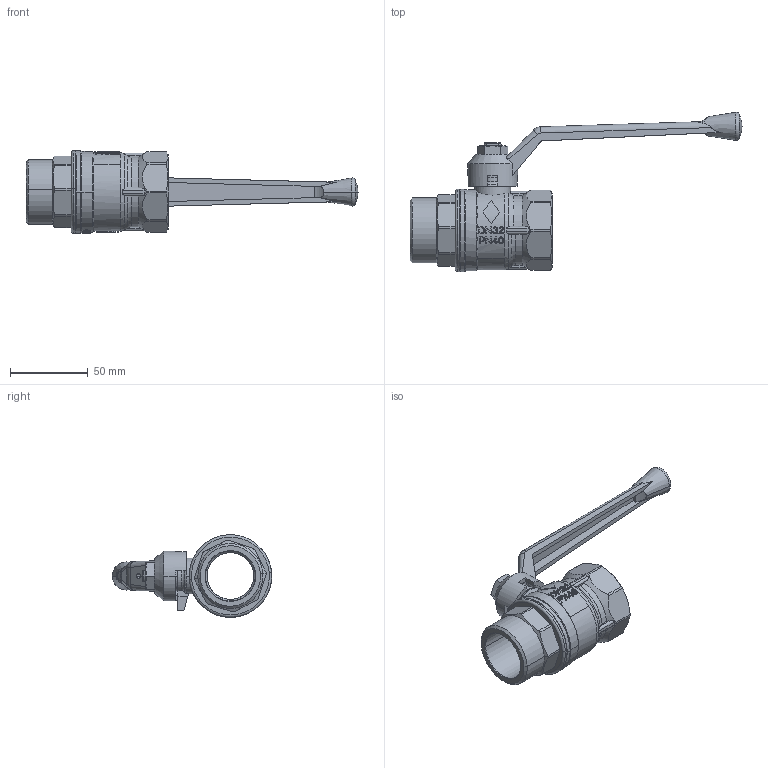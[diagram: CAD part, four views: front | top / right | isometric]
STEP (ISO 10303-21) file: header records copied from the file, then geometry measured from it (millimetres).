
FILE_DESCRIPTION(('Creo Elements/Direct Modeling STEP Export'),'2;1');
FILE_NAME('1501070000.stp','2021-05-18T15:19:12',(''),(''),'Creo Elements/Direct Modeling STEP processor for AP214 (Solid Model)','Creo Elements/Direct Modeling 20.1D 10-Oct-2020 (C) Parametric Technology GmbH','');
FILE_SCHEMA(('AUTOMOTIVE_DESIGN { 1 0 10303 214 1 1 1 1 }'));
Length unit declared in the file: millimetre
Products named in the file (2): 1501070000
Assembly tree (1 placements, depth 2):
  1501070000
    1501070000
Bounding box: 213 x 102.25 x 53 mm (x, y, z)
Volume: 115166.2 mm3; surface area: 40863.1 mm2
Topology: 1 solids, 1 shells, 900 faces, 2509 edges, 1647 vertices
Faces by surface type: plane 686, cylinder 110, cone 69, torus 26, bspline 9
Entity records: 33219 total; most frequent: CARTESIAN_POINT 8790, DIRECTION 5076, ORIENTED_EDGE 5010, EDGE_CURVE 2505, AXIS2_PLACEMENT_3D 2030, VERTEX_POINT 1647, VECTOR 1016, LINE 1016
